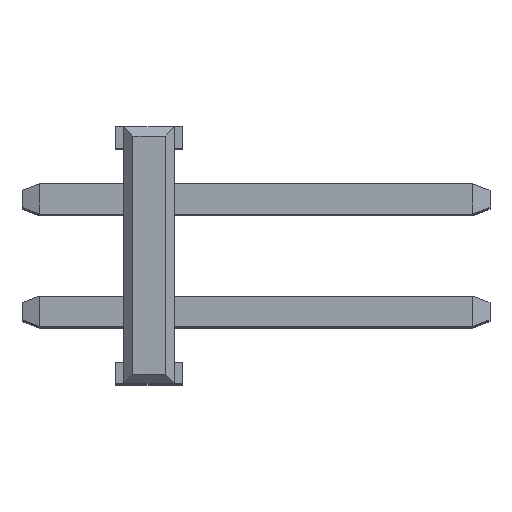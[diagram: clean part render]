
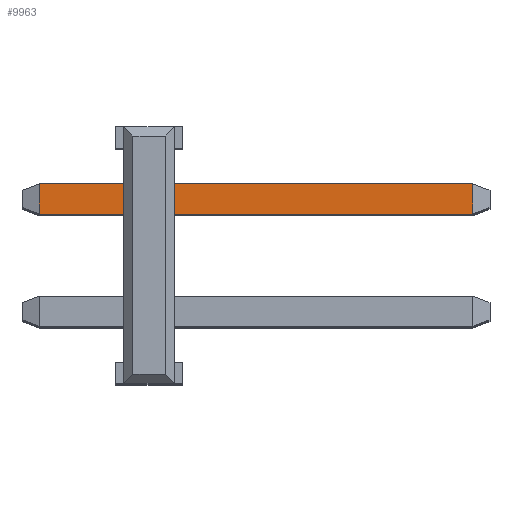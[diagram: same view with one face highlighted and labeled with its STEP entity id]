
A CAD part, top view. The second image highlights one B-rep face of the part: STEP entity #9963.
In plain terms, the highlighted planar face has unit normal (0, 0, 1).
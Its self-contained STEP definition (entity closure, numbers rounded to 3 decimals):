
#9924=CARTESIAN_POINT('',(12.853,2.091,65.235));
#9925=DIRECTION('',(1.,0.,0.));
#9926=DIRECTION('',(0.,-0.,1.));
#9927=AXIS2_PLACEMENT_3D('',#9924,#9926,#9925);
#9928=PLANE('',#9927);
#9929=CARTESIAN_POINT('',(12.203,3.231,65.235));
#9930=VERTEX_POINT('',#9929);
#9931=CARTESIAN_POINT('',(-3.997,3.231,65.235));
#9932=VERTEX_POINT('',#9931);
#9933=CARTESIAN_POINT('',(12.203,3.231,65.235));
#9934=DIRECTION('',(-1.,0.,0.));
#9935=VECTOR('',#9934,16.2);
#9936=LINE('',#9933,#9935);
#9937=EDGE_CURVE('',#9930,#9932,#9936,.T.);
#9938=ORIENTED_EDGE('',*,*,#9937,.T.);
#9939=CARTESIAN_POINT('',(-3.997,2.091,65.235));
#9940=VERTEX_POINT('',#9939);
#9941=CARTESIAN_POINT('',(-3.997,3.231,65.235));
#9942=DIRECTION('',(0.,-1.,0.));
#9943=VECTOR('',#9942,1.14);
#9944=LINE('',#9941,#9943);
#9945=EDGE_CURVE('',#9932,#9940,#9944,.T.);
#9946=ORIENTED_EDGE('',*,*,#9945,.T.);
#9947=CARTESIAN_POINT('',(12.203,2.091,65.235));
#9948=VERTEX_POINT('',#9947);
#9949=CARTESIAN_POINT('',(-3.997,2.091,65.235));
#9950=DIRECTION('',(1.,0.,0.));
#9951=VECTOR('',#9950,16.2);
#9952=LINE('',#9949,#9951);
#9953=EDGE_CURVE('',#9940,#9948,#9952,.T.);
#9954=ORIENTED_EDGE('',*,*,#9953,.T.);
#9955=CARTESIAN_POINT('',(12.203,2.091,65.235));
#9956=DIRECTION('',(0.,1.,0.));
#9957=VECTOR('',#9956,1.14);
#9958=LINE('',#9955,#9957);
#9959=EDGE_CURVE('',#9948,#9930,#9958,.T.);
#9960=ORIENTED_EDGE('',*,*,#9959,.T.);
#9961=EDGE_LOOP('',(#9938,#9946,#9954,#9960));
#9962=FACE_OUTER_BOUND('',#9961,.T.);
#9963=ADVANCED_FACE('',(#9962),#9928,.T.);
